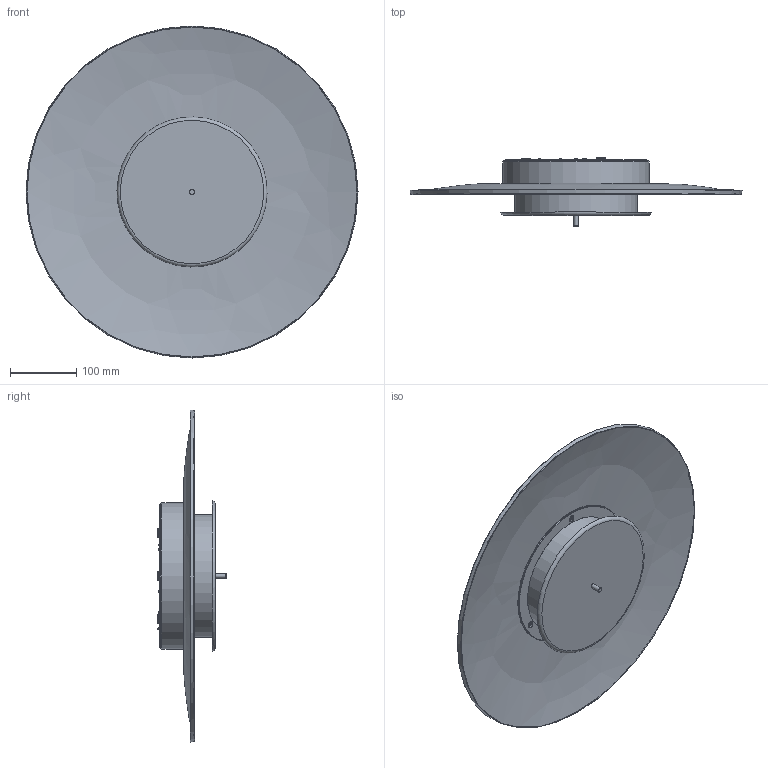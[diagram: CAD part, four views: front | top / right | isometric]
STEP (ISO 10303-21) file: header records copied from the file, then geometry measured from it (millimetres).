
FILE_DESCRIPTION(/* description */ (''),/* implementation_level */ '2;1');
FILE_NAME(/* name */ 'F424660350BILE LUNAIRE PARETE PLAFONE PICCOLA semplificato.stp',/* time_stamp */ '2023-01-18T13:38:41+01:00',/* author */ ('sghezzi'),/* organization */ (''),/* preprocessor_version */ 'ST-DEVELOPER v17.2',/* originating_system */ 'Autodesk Inventor 2019',/* authorisation */ '');
FILE_SCHEMA (('AUTOMOTIVE_DESIGN { 1 0 10303 214 3 1 1 }'));
Length unit declared in the file: millimetre
Products named in the file (1): F424660350BILE LUNAIRE PARETE PLAFONE PICCOLA NEW_Shrinkwrap_1
Bounding box: 500 x 102.5 x 500 mm (x, y, z)
Volume: 742498.6 mm3; surface area: 762088.6 mm2
Topology: 28 solids, 28 shells, 1446 faces, 3730 edges, 2406 vertices
Faces by surface type: plane 1232, cylinder 133, torus 42, cone 23, sphere 14, bspline 2
Full cylindrical faces by diameter (mm): 2.3 x3, 2.362 x1, 2.39 x1, 3 x18, 3.2 x2, 3.5 x3, 4 x21, 4.2 x3, 4.5 x1, 5 x10, 5.6 x9, 6 x6, 7 x4, 8 x8, 10 x4, 12 x4, 14 x3, 176 x1, 177 x1, 179 x1, 185 x1, 187 x1, 188 x1, 189 x1, 214 x1, 215 x1, 220 x1, 222.119 x1, 224.119 x1
Entity records: 45340 total; most frequent: CARTESIAN_POINT 7749, ORIENTED_EDGE 7472, DIRECTION 7370, EDGE_CURVE 3736, LINE 2968, VECTOR 2968, VERTEX_POINT 2406, AXIS2_PLACEMENT_3D 2201
